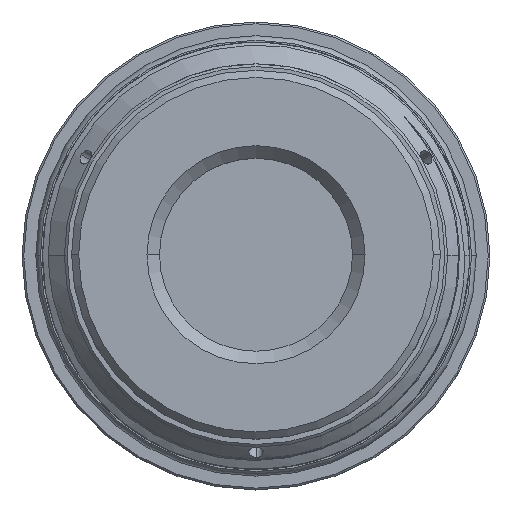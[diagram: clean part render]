
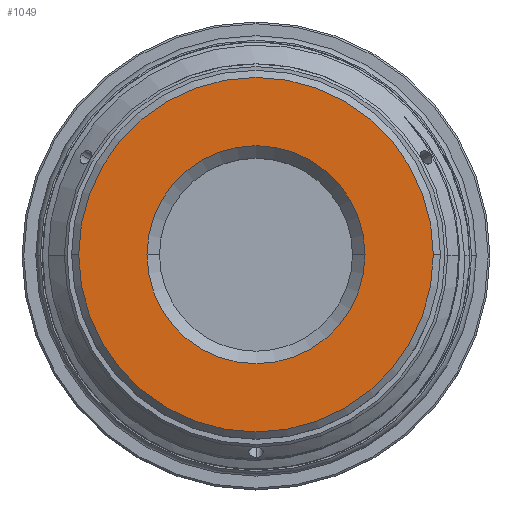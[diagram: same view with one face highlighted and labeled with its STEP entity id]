
A CAD part, top view. The second image highlights one B-rep face of the part: STEP entity #1049.
In plain terms, the highlighted planar face has unit normal (0, 0, 1).
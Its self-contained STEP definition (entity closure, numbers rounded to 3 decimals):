
#310 = DIRECTION ( 'NONE',  ( 0., 0., -1. ) ) ;
#1049 = ADVANCED_FACE ( 'NONE', ( #12225, #7608 ), #11955, .F. ) ;
#1692 = CARTESIAN_POINT ( 'NONE',  ( 19.84, 0., 52.45 ) ) ;
#1876 = DIRECTION ( 'NONE',  ( 0., 0., 1. ) ) ;
#2071 = CARTESIAN_POINT ( 'NONE',  ( 0., 0., 52.45 ) ) ;
#2120 = EDGE_CURVE ( 'NONE', #10176, #8430, #13019, .T. ) ;
#2308 = CARTESIAN_POINT ( 'NONE',  ( 0., 0., 52.45 ) ) ;
#2348 = DIRECTION ( 'NONE',  ( 1., 0., 0. ) ) ;
#2507 = VERTEX_POINT ( 'NONE', #16083 ) ;
#3540 = EDGE_CURVE ( 'NONE', #13969, #2507, #14701, .T. ) ;
#3605 = ORIENTED_EDGE ( 'NONE', *, *, #3540, .F. ) ;
#3607 = DIRECTION ( 'NONE',  ( 0., 0., -1. ) ) ;
#4912 = DIRECTION ( 'NONE',  ( 0., 0., 1. ) ) ;
#4969 = AXIS2_PLACEMENT_3D ( 'NONE', #10544, #310, #8138 ) ;
#5241 = AXIS2_PLACEMENT_3D ( 'NONE', #2308, #4912, #8658 ) ;
#5815 = EDGE_CURVE ( 'NONE', #8430, #10176, #13279, .T. ) ;
#5997 = ORIENTED_EDGE ( 'NONE', *, *, #16651, .F. ) ;
#6465 = ORIENTED_EDGE ( 'NONE', *, *, #2120, .F. ) ;
#6578 = ORIENTED_EDGE ( 'NONE', *, *, #5815, .F. ) ;
#7412 = EDGE_LOOP ( 'NONE', ( #6465, #6578 ) ) ;
#7608 = FACE_BOUND ( 'NONE', #11863, .T. ) ;
#8138 = DIRECTION ( 'NONE',  ( -1., 0., 0. ) ) ;
#8430 = VERTEX_POINT ( 'NONE', #1692 ) ;
#8658 = DIRECTION ( 'NONE',  ( 1., 0., 0. ) ) ;
#9398 = AXIS2_PLACEMENT_3D ( 'NONE', #9935, #1876, #2348 ) ;
#9935 = CARTESIAN_POINT ( 'NONE',  ( 0., 0., 52.45 ) ) ;
#10176 = VERTEX_POINT ( 'NONE', #11538 ) ;
#10544 = CARTESIAN_POINT ( 'NONE',  ( 0., 0., 52.45 ) ) ;
#10897 = DIRECTION ( 'NONE',  ( -1., 0., 0. ) ) ;
#11538 = CARTESIAN_POINT ( 'NONE',  ( -19.84, 0., 52.45 ) ) ;
#11863 = EDGE_LOOP ( 'NONE', ( #5997, #3605 ) ) ;
#11955 = PLANE ( 'NONE',  #4969 ) ;
#12225 = FACE_OUTER_BOUND ( 'NONE', #7412, .T. ) ;
#12308 = CIRCLE ( 'NONE', #9398, 12.2 ) ;
#12541 = CARTESIAN_POINT ( 'NONE',  ( 0., 0., 52.45 ) ) ;
#13019 = CIRCLE ( 'NONE', #14133, 19.84 ) ;
#13279 = CIRCLE ( 'NONE', #15558, 19.84 ) ;
#13969 = VERTEX_POINT ( 'NONE', #14271 ) ;
#14133 = AXIS2_PLACEMENT_3D ( 'NONE', #2071, #14959, #10897 ) ;
#14271 = CARTESIAN_POINT ( 'NONE',  ( -12.2, 0., 52.45 ) ) ;
#14701 = CIRCLE ( 'NONE', #5241, 12.2 ) ;
#14959 = DIRECTION ( 'NONE',  ( 0., 0., -1. ) ) ;
#15119 = DIRECTION ( 'NONE',  ( -1., 0., 0. ) ) ;
#15558 = AXIS2_PLACEMENT_3D ( 'NONE', #12541, #3607, #15119 ) ;
#16083 = CARTESIAN_POINT ( 'NONE',  ( 12.2, 0., 52.45 ) ) ;
#16651 = EDGE_CURVE ( 'NONE', #2507, #13969, #12308, .T. ) ;
